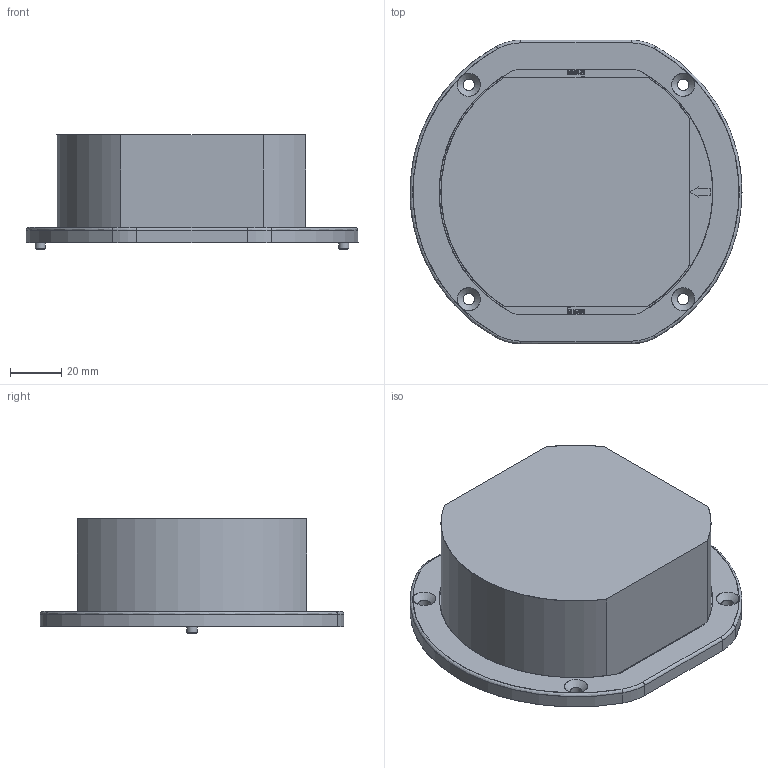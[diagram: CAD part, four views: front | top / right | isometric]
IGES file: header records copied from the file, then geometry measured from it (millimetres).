
Start section: VISI Mappatura layer Iges    VISI  0      Type IV_v5_9  1      Cree_CXA25  2      Type III_v22_x8  3      Type II_v19_cut1  4      TypeI_v77_mo5  5      TypeV_v5_5  6      Cree_CXA30  7      Citizen CLL040  8      Lumileds_1208  9      Osram_soleriq_E30  10     Holder universale KE177614  11     Type V_v5_5 PL1764SR  12     Type IV_v5_9 PL1771SR  13     Type III_v22_x8 PL1772SR  14     Type II_v19
Global section: file name: 44HPL17xxSR_esterno.igs; native system: Rhinoceros ( Mar  9 2011 ); preprocessor: Trout Lake IGES 012 Mar  9 2011; date: 141015.160207; units: millimetre
Bounding box: 130 x 119 x 44.8 mm (x, y, z)
Surface area: 46164.2 mm2 (no closed solid volume)
Topology: 0 solids, 0 shells, 447 faces, 2919 edges, 2919 vertices
Faces by surface type: bspline 447
